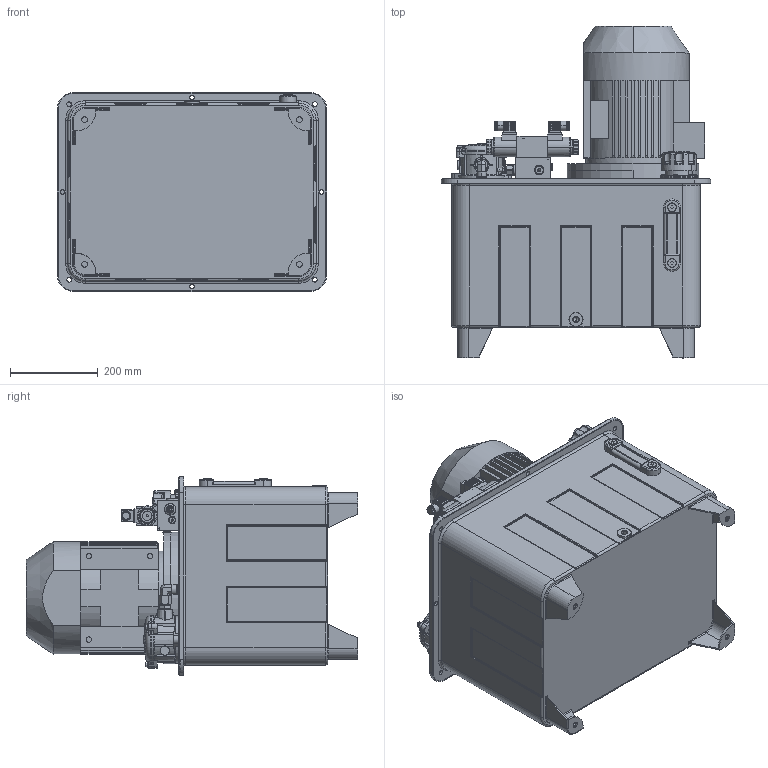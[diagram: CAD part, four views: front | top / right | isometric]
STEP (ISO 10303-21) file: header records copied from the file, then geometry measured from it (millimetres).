
FILE_DESCRIPTION((''),'2;1');
FILE_NAME('20_01_007_ASM','2021-02-02T',('Admin'),(''),'PRO/ENGINEER BY PARAMETRIC TECHNOLOGY CORPORATION, 2012480','PRO/ENGINEER BY PARAMETRIC TECHNOLOGY CORPORATION, 2012480','');
FILE_SCHEMA(('CONFIG_CONTROL_DESIGN'));
Products named in the file (3): UG20; KORPUS; 20_01_007_ASM
Assembly tree (2 placements, depth 2):
  20_01_007_ASM
    UG20
    KORPUS
Bounding box: 614 x 756.67 x 454 mm (x, y, z)
Volume: 22210838.1 mm3; surface area: 3384418.3 mm2
Topology: 21 solids, 31 shells, 3461 faces, 9103 edges, 5818 vertices
Faces by surface type: plane 1483, cylinder 1002, cone 518, torus 287, bspline 112, revolution 53, sphere 6
Entity records: 187526 total; most frequent: CARTESIAN_POINT 104041, ORIENTED_EDGE 18056, DIRECTION 16642, EDGE_CURVE 9041, AXIS2_PLACEMENT_3D 6425, VERTEX_POINT 5818, EDGE_LOOP 3784, VECTOR 3739
